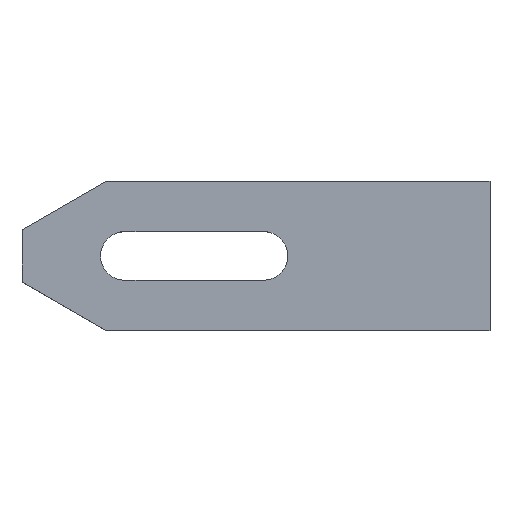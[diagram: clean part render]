
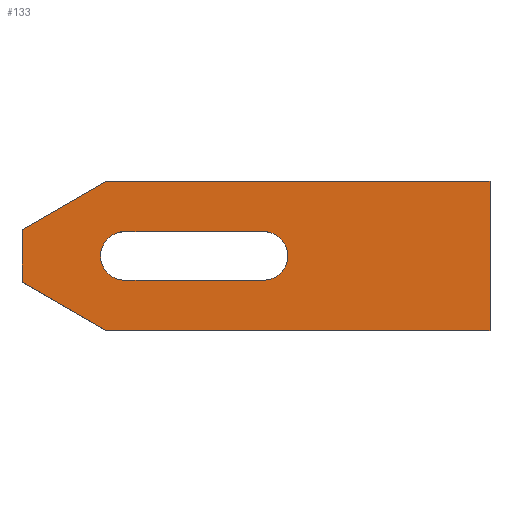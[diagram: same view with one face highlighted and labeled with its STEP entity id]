
A CAD part, top view. The second image highlights one B-rep face of the part: STEP entity #133.
In plain terms, the highlighted planar face has unit normal (0, 0, 1).
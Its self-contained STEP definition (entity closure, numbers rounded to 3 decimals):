
#129=VERTEX_POINT('',#340);
#131=VERTEX_POINT('',#342);
#133=ADVANCED_FACE('',(#344,#345),#346,.T.);
#139=VERTEX_POINT('',#352);
#163=VERTEX_POINT('',#378);
#167=EDGE_CURVE('',#163,#203,#382,.T.);
#173=EDGE_CURVE('',#199,#163,#388,.T.);
#189=EDGE_CURVE('',#237,#199,#405,.T.);
#199=VERTEX_POINT('',#416);
#203=VERTEX_POINT('',#420);
#221=EDGE_CURVE('',#273,#237,#438,.T.);
#237=VERTEX_POINT('',#457);
#239=EDGE_CURVE('',#281,#241,#459,.T.);
#241=VERTEX_POINT('',#461);
#269=EDGE_CURVE('',#139,#273,#494,.T.);
#273=VERTEX_POINT('',#498);
#279=EDGE_CURVE('',#129,#281,#504,.T.);
#281=VERTEX_POINT('',#506);
#283=EDGE_CURVE('',#131,#129,#508,.T.);
#305=EDGE_CURVE('',#241,#131,#533,.T.);
#317=EDGE_CURVE('',#203,#139,#548,.T.);
#340=CARTESIAN_POINT('',(17.,-6.5,23.5));
#342=CARTESIAN_POINT('',(54.0,-6.5,23.5));
#344=FACE_BOUND('',#567,.T.);
#345=FACE_OUTER_BOUND('',#568,.T.);
#346=PLANE('',#569);
#352=CARTESIAN_POINT('',(114.5,-20.0,23.5));
#378=CARTESIAN_POINT('',(12.017,20.0,23.5));
#382=LINE('',#618,#619);
#388=LINE('',#627,#628);
#405=LINE('',#653,#654);
#416=CARTESIAN_POINT('',(-10.5,7.0,23.5));
#420=CARTESIAN_POINT('',(114.5,20.0,23.5));
#438=LINE('',#701,#702);
#457=CARTESIAN_POINT('',(-10.5,-7.0,23.5));
#459=LINE('',#724,#725);
#461=CARTESIAN_POINT('',(54.0,6.5,23.5));
#494=LINE('',#770,#771);
#498=CARTESIAN_POINT('',(12.017,-20.0,23.5));
#504=CIRCLE('',#788,6.5);
#506=CARTESIAN_POINT('',(17.,6.5,23.5));
#508=LINE('',#793,#794);
#533=CIRCLE('',#826,6.5);
#548=LINE('',#846,#847);
#567=EDGE_LOOP('',(#851,#852,#853,#854));
#568=EDGE_LOOP('',(#855,#856,#857,#858,#859,#860));
#569=AXIS2_PLACEMENT_3D('',#861,#862,#863);
#618=CARTESIAN_POINT('',(114.5,20.0,23.5));
#619=VECTOR('',#895,1.0);
#627=CARTESIAN_POINT('',(12.017,20.0,23.5));
#628=VECTOR('',#898,1.0);
#653=CARTESIAN_POINT('',(-10.5,7.0,23.5));
#654=VECTOR('',#913,1.0);
#701=CARTESIAN_POINT('',(-10.5,-7.0,23.5));
#702=VECTOR('',#938,1.0);
#724=CARTESIAN_POINT('',(36.539,6.5,23.5));
#725=VECTOR('',#962,1.0);
#770=CARTESIAN_POINT('',(12.017,-20.0,23.5));
#771=VECTOR('',#1014,1.0);
#788=AXIS2_PLACEMENT_3D('',#1018,#1019,#1020);
#793=CARTESIAN_POINT('',(55.039,-6.5,23.5));
#794=VECTOR('',#1021,1.0);
#826=AXIS2_PLACEMENT_3D('',#1056,#1057,#1058);
#846=CARTESIAN_POINT('',(114.5,-20.0,23.5));
#847=VECTOR('',#1083,1.0);
#851=ORIENTED_EDGE('',*,*,#279,.T.);
#852=ORIENTED_EDGE('',*,*,#239,.T.);
#853=ORIENTED_EDGE('',*,*,#305,.T.);
#854=ORIENTED_EDGE('',*,*,#283,.T.);
#855=ORIENTED_EDGE('',*,*,#269,.F.);
#856=ORIENTED_EDGE('',*,*,#317,.F.);
#857=ORIENTED_EDGE('',*,*,#167,.F.);
#858=ORIENTED_EDGE('',*,*,#173,.F.);
#859=ORIENTED_EDGE('',*,*,#189,.F.);
#860=ORIENTED_EDGE('',*,*,#221,.F.);
#861=CARTESIAN_POINT('',(56.078,0.,23.5));
#862=DIRECTION('',(0.0,0.0,1.0));
#863=DIRECTION('',(1.0,0.0,0.0));
#895=DIRECTION('',(1.0,0.0,0.0));
#898=DIRECTION('',(0.866,0.5,0.0));
#913=DIRECTION('',(0.0,1.0,0.0));
#938=DIRECTION('',(-0.866,0.5,0.0));
#962=DIRECTION('',(1.0,0.0,0.0));
#1014=DIRECTION('',(-1.0,0.0,0.0));
#1018=CARTESIAN_POINT('',(17.,0.0,23.5));
#1019=DIRECTION('',(0.0,0.0,-1.0));
#1020=DIRECTION('',(0.0,-1.0,0.0));
#1021=DIRECTION('',(-1.0,0.0,0.0));
#1056=CARTESIAN_POINT('',(54.,0.,23.5));
#1057=DIRECTION('',(0.0,0.0,-1.0));
#1058=DIRECTION('',(0.,1.0,0.0));
#1083=DIRECTION('',(0.0,-1.0,0.0));
